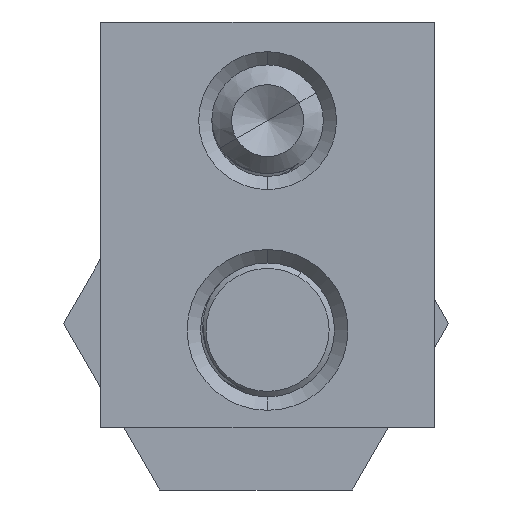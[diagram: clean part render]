
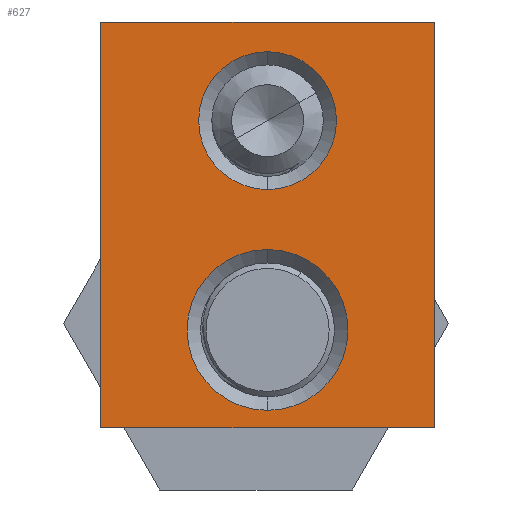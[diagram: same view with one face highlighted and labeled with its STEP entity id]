
A CAD part, front view. The second image highlights one B-rep face of the part: STEP entity #627.
In plain terms, the highlighted planar face has unit normal (0, -1, 0).
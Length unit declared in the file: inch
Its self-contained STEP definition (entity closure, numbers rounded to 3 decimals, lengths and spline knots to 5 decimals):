
#25 = PLANE ( 'NONE',  #3861 ) ;
#148 = DIRECTION ( 'NONE',  ( 0., 0., 1. ) ) ;
#167 = EDGE_CURVE ( 'NONE', #5730, #682, #3668, .T. ) ;
#316 = DIRECTION ( 'NONE',  ( 0., 1., 0. ) ) ;
#325 = DIRECTION ( 'NONE',  ( 0., 0., -1. ) ) ;
#332 = LINE ( 'NONE', #6801, #6515 ) ;
#420 = CARTESIAN_POINT ( 'NONE',  ( 0.5, 0., -0.60827 ) ) ;
#627 = ADVANCED_FACE ( 'NONE', ( #8326, #9905, #8085 ), #25, .F. ) ;
#682 = VERTEX_POINT ( 'NONE', #5090 ) ;
#1017 = VERTEX_POINT ( 'NONE', #10216 ) ;
#1031 = ORIENTED_EDGE ( 'NONE', *, *, #4336, .T. ) ;
#1193 = CARTESIAN_POINT ( 'NONE',  ( 0., 0., 0.3125 ) ) ;
#1218 = CARTESIAN_POINT ( 'NONE',  ( -0.5, 0., 0.60827 ) ) ;
#1275 = ORIENTED_EDGE ( 'NONE', *, *, #4581, .F. ) ;
#1719 = VECTOR ( 'NONE', #7563, 39.37008 ) ;
#1730 = EDGE_CURVE ( 'NONE', #682, #5730, #4446, .T. ) ;
#1812 = CARTESIAN_POINT ( 'NONE',  ( 0., 0., -0.55614 ) ) ;
#1825 = CARTESIAN_POINT ( 'NONE',  ( 0., 0., 0.51919 ) ) ;
#2555 = CARTESIAN_POINT ( 'NONE',  ( -0.5, 0., 0.60827 ) ) ;
#2851 = DIRECTION ( 'NONE',  ( 0., 1., 0. ) ) ;
#3108 = CARTESIAN_POINT ( 'NONE',  ( -0.5, 0., 0.60827 ) ) ;
#3179 = CARTESIAN_POINT ( 'NONE',  ( 0.5, 0., 0.60827 ) ) ;
#3223 = DIRECTION ( 'NONE',  ( 0., 0., 1. ) ) ;
#3244 = EDGE_CURVE ( 'NONE', #1017, #9561, #9903, .T. ) ;
#3517 = EDGE_LOOP ( 'NONE', ( #8564, #6804 ) ) ;
#3668 = CIRCLE ( 'NONE', #6628, 0.20669 ) ;
#3802 = ORIENTED_EDGE ( 'NONE', *, *, #5815, .F. ) ;
#3861 = AXIS2_PLACEMENT_3D ( 'NONE', #2555, #8985, #9764 ) ;
#4232 = VECTOR ( 'NONE', #8748, 39.37008 ) ;
#4280 = EDGE_LOOP ( 'NONE', ( #1031, #3802, #1275, #4910 ) ) ;
#4336 = EDGE_CURVE ( 'NONE', #5338, #5089, #7912, .T. ) ;
#4411 = DIRECTION ( 'NONE',  ( 0., 0., -1. ) ) ;
#4446 = CIRCLE ( 'NONE', #7252, 0.20669 ) ;
#4456 = EDGE_LOOP ( 'NONE', ( #5408, #5850 ) ) ;
#4581 = EDGE_CURVE ( 'NONE', #7422, #6693, #10329, .T. ) ;
#4611 = AXIS2_PLACEMENT_3D ( 'NONE', #7702, #2851, #8501 ) ;
#4910 = ORIENTED_EDGE ( 'NONE', *, *, #5026, .T. ) ;
#4971 = DIRECTION ( 'NONE',  ( 0., 1., 0. ) ) ;
#5026 = EDGE_CURVE ( 'NONE', #7422, #5338, #6773, .T. ) ;
#5089 = VERTEX_POINT ( 'NONE', #420 ) ;
#5090 = CARTESIAN_POINT ( 'NONE',  ( 0., 0., 0.10581 ) ) ;
#5133 = DIRECTION ( 'NONE',  ( 0., 0., 1. ) ) ;
#5338 = VERTEX_POINT ( 'NONE', #5352 ) ;
#5352 = CARTESIAN_POINT ( 'NONE',  ( -0.5, 0., -0.60827 ) ) ;
#5408 = ORIENTED_EDGE ( 'NONE', *, *, #9770, .T. ) ;
#5649 = DIRECTION ( 'NONE',  ( 0., 1., 0. ) ) ;
#5693 = CARTESIAN_POINT ( 'NONE',  ( 0., 0., 0.3125 ) ) ;
#5726 = AXIS2_PLACEMENT_3D ( 'NONE', #9714, #4971, #148 ) ;
#5730 = VERTEX_POINT ( 'NONE', #1825 ) ;
#5815 = EDGE_CURVE ( 'NONE', #6693, #5089, #332, .T. ) ;
#5850 = ORIENTED_EDGE ( 'NONE', *, *, #3244, .T. ) ;
#6515 = VECTOR ( 'NONE', #325, 39.37008 ) ;
#6628 = AXIS2_PLACEMENT_3D ( 'NONE', #1193, #316, #5133 ) ;
#6693 = VERTEX_POINT ( 'NONE', #3179 ) ;
#6738 = CARTESIAN_POINT ( 'NONE',  ( -0.5, 0., -0.60827 ) ) ;
#6773 = LINE ( 'NONE', #1218, #8640 ) ;
#6801 = CARTESIAN_POINT ( 'NONE',  ( 0.5, 0., 0.60827 ) ) ;
#6804 = ORIENTED_EDGE ( 'NONE', *, *, #167, .T. ) ;
#7252 = AXIS2_PLACEMENT_3D ( 'NONE', #5693, #5649, #3223 ) ;
#7422 = VERTEX_POINT ( 'NONE', #9805 ) ;
#7563 = DIRECTION ( 'NONE',  ( 1., 0., 0. ) ) ;
#7702 = CARTESIAN_POINT ( 'NONE',  ( 0., 0., -0.315 ) ) ;
#7912 = LINE ( 'NONE', #6738, #1719 ) ;
#8085 = FACE_OUTER_BOUND ( 'NONE', #4280, .T. ) ;
#8326 = FACE_BOUND ( 'NONE', #4456, .T. ) ;
#8501 = DIRECTION ( 'NONE',  ( 0., 0., 1. ) ) ;
#8564 = ORIENTED_EDGE ( 'NONE', *, *, #1730, .T. ) ;
#8640 = VECTOR ( 'NONE', #4411, 39.37008 ) ;
#8748 = DIRECTION ( 'NONE',  ( 1., 0., 0. ) ) ;
#8890 = CIRCLE ( 'NONE', #4611, 0.24114 ) ;
#8985 = DIRECTION ( 'NONE',  ( 0., 1., 0. ) ) ;
#9561 = VERTEX_POINT ( 'NONE', #1812 ) ;
#9714 = CARTESIAN_POINT ( 'NONE',  ( 0., 0., -0.315 ) ) ;
#9764 = DIRECTION ( 'NONE',  ( 0., 0., 1. ) ) ;
#9770 = EDGE_CURVE ( 'NONE', #9561, #1017, #8890, .T. ) ;
#9805 = CARTESIAN_POINT ( 'NONE',  ( -0.5, 0., 0.60827 ) ) ;
#9903 = CIRCLE ( 'NONE', #5726, 0.24114 ) ;
#9905 = FACE_BOUND ( 'NONE', #3517, .T. ) ;
#10216 = CARTESIAN_POINT ( 'NONE',  ( 0., 0., -0.07386 ) ) ;
#10329 = LINE ( 'NONE', #3108, #4232 ) ;
